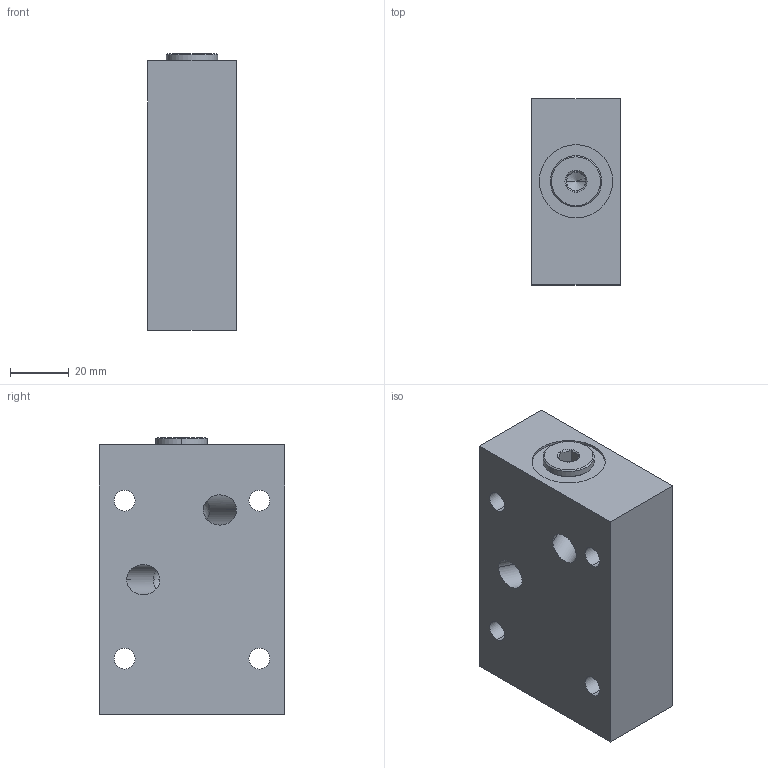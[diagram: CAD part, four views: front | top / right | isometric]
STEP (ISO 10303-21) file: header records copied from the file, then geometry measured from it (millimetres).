
FILE_DESCRIPTION((''),'2;1');
FILE_NAME('ZJN_ASM','2023-09-22T',('ProEService'),(''),'PRO/ENGINEER BY PARAMETRIC TECHNOLOGY CORPORATION, 2014200','PRO/ENGINEER BY PARAMETRIC TECHNOLOGY CORPORATION, 2014200','');
FILE_SCHEMA(('CONFIG_CONTROL_DESIGN'));
Length unit declared in the file: inch
Products named in the file (3): 151-579; A330-006-006; ZJN_ASM
Assembly tree (2 placements, depth 2):
  ZJN_ASM
    151-579
    A330-006-006
Bounding box: 30.18 x 63.5 x 94.59 mm (x, y, z)
Volume: 159950.9 mm3; surface area: 28578.7 mm2
Topology: 2 solids, 2 shells, 88 faces, 326 edges, 313 vertices
Faces by surface type: cylinder 36, plane 26, cone 20, sphere 4, torus 2
Entity records: 3747 total; most frequent: CARTESIAN_POINT 981, DIRECTION 590, ORIENTED_EDGE 400, VECTOR 202, LINE 202, EDGE_CURVE 200, AXIS2_PLACEMENT_3D 194, VERTEX_POINT 124
